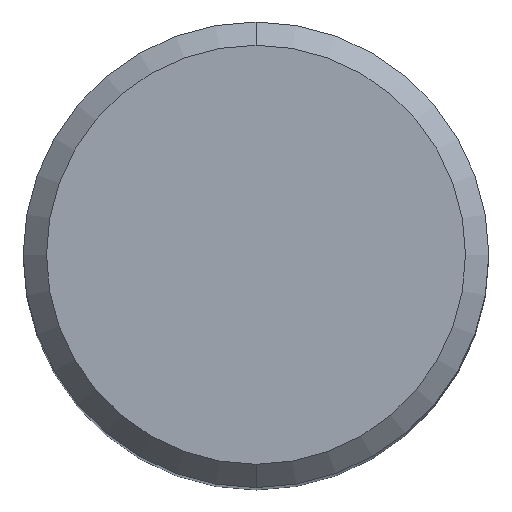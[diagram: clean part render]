
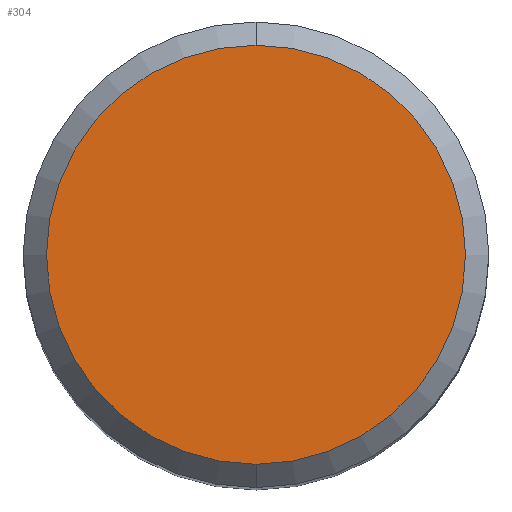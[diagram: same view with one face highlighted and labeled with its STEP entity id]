
A CAD part, top view. The second image highlights one B-rep face of the part: STEP entity #304.
In plain terms, the highlighted planar face has unit normal (0, 0, 1).
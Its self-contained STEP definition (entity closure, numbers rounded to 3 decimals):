
#220=EDGE_CURVE('',#314,#270,#525,.T.);
#270=VERTEX_POINT('',#581);
#304=ADVANCED_FACE('',(#617),#618,.T.);
#314=VERTEX_POINT('',#628);
#444=EDGE_CURVE('',#270,#314,#775,.T.);
#525=CIRCLE('',#880,7.2);
#581=CARTESIAN_POINT('',(0.0,7.2,0.0));
#617=FACE_OUTER_BOUND('',#1112,.T.);
#618=PLANE('',#1113);
#628=CARTESIAN_POINT('',(0.,-7.2,0.0));
#775=CIRCLE('',#1466,7.2);
#880=AXIS2_PLACEMENT_3D('',#1552,#1553,#1554);
#1112=EDGE_LOOP('',(#1656,#1657));
#1113=AXIS2_PLACEMENT_3D('',#1658,#1659,#1660);
#1466=AXIS2_PLACEMENT_3D('',#1823,#1824,#1825);
#1552=CARTESIAN_POINT('',(0.0,0.0,0.0));
#1553=DIRECTION('',(0.0,0.0,-1.0));
#1554=DIRECTION('',(0.0,1.0,0.0));
#1656=ORIENTED_EDGE('',*,*,#444,.F.);
#1657=ORIENTED_EDGE('',*,*,#220,.F.);
#1658=CARTESIAN_POINT('',(0.0,3.6,0.0));
#1659=DIRECTION('',(-0.0,0.0,1.0));
#1660=DIRECTION('',(0.0,-1.0,0.0));
#1823=CARTESIAN_POINT('',(0.0,0.0,0.0));
#1824=DIRECTION('',(0.0,0.0,-1.0));
#1825=DIRECTION('',(0.0,1.0,0.0));
